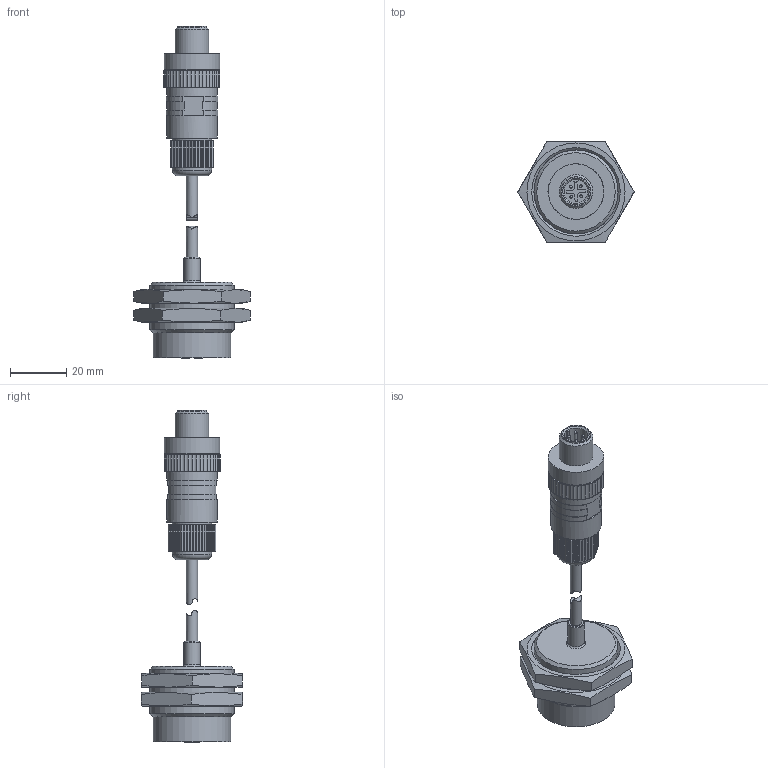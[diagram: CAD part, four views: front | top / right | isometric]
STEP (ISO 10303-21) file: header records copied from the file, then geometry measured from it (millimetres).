
FILE_DESCRIPTION((''),'2;1');
FILE_NAME('IN30C570.stp','2015-06-24T20:23:50',('Administrator'),(''),'Autodesk Inventor 11','Autodesk Inventor 11','');
FILE_SCHEMA(('AUTOMOTIVE_DESIGN { 1 0 10303 214 1 1 1 1 }'));
Length unit declared in the file: millimetre
Products named in the file (4): IB3001S1; IN30C570 Sensor; M30x1,5 Mutter; M12 Kabel-Stecker 4mm
Assembly tree (4 placements, depth 2):
  IB3001S1
    IN30C570 Sensor
    M30x1,5 Mutter  x2
    M12 Kabel-Stecker 4mm
Bounding box: 41.51 x 36.17 x 118.53 mm (x, y, z)
Volume: 30702.6 mm3; surface area: 13788.4 mm2
Topology: 9 solids, 10 shells, 358 faces, 941 edges, 612 vertices
Faces by surface type: plane 242, cylinder 96, cone 14, sphere 4, bspline 1, torus 1
Full cylindrical faces by diameter (mm): 0.6 x4, 1 x8, 4 x2, 6 x1, 8 x1, 9 x1, 9.4 x1, 10.4 x1, 12 x1, 14 x2, 18 x2, 19.8 x1, 27.6 x1, 30 x3
Entity records: 10534 total; most frequent: CARTESIAN_POINT 2045, DIRECTION 1753, ORIENTED_EDGE 1690, EDGE_CURVE 845, VECTOR 593, LINE 593, AXIS2_PLACEMENT_3D 580, VERTEX_POINT 575
